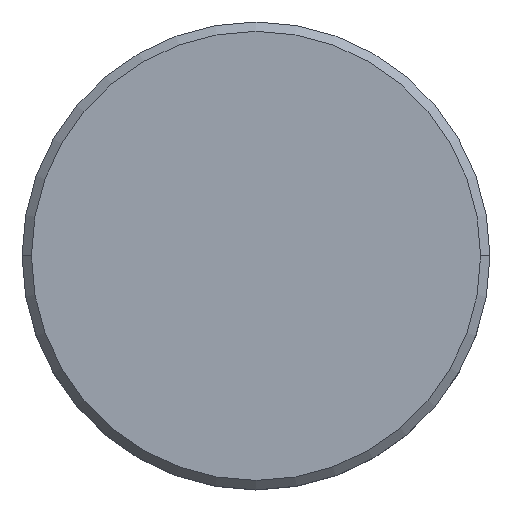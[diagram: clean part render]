
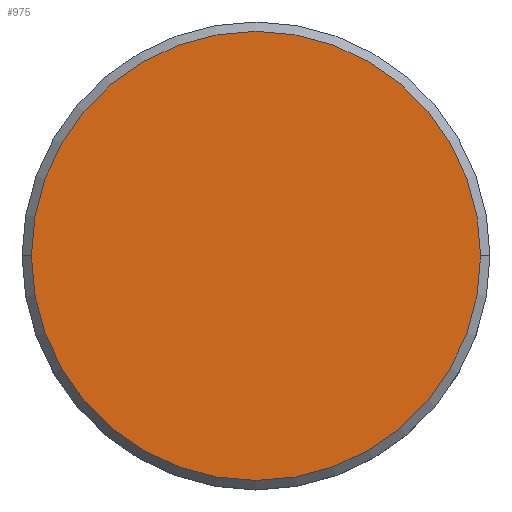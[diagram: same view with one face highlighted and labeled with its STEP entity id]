
A CAD part, top view. The second image highlights one B-rep face of the part: STEP entity #975.
In plain terms, the highlighted planar face has unit normal (0, 0, 1).
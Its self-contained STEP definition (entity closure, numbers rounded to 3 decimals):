
#147 = EDGE_LOOP ( 'NONE', ( #237, #536 ) ) ;
#150 = AXIS2_PLACEMENT_3D ( 'NONE', #354, #246, #804 ) ;
#171 = AXIS2_PLACEMENT_3D ( 'NONE', #293, #1000, #275 ) ;
#182 = VERTEX_POINT ( 'NONE', #480 ) ;
#211 = DIRECTION ( 'NONE',  ( 0., 0., 1. ) ) ;
#227 = DIRECTION ( 'NONE',  ( 1., 0., 0. ) ) ;
#237 = ORIENTED_EDGE ( 'NONE', *, *, #620, .T. ) ;
#246 = DIRECTION ( 'NONE',  ( 0., 0., 1. ) ) ;
#256 = VERTEX_POINT ( 'NONE', #1034 ) ;
#275 = DIRECTION ( 'NONE',  ( 1., 0., 0. ) ) ;
#293 = CARTESIAN_POINT ( 'NONE',  ( 0., 0., 0. ) ) ;
#299 = AXIS2_PLACEMENT_3D ( 'NONE', #676, #211, #227 ) ;
#354 = CARTESIAN_POINT ( 'NONE',  ( 0., 0., 0. ) ) ;
#480 = CARTESIAN_POINT ( 'NONE',  ( 12., 0., 0. ) ) ;
#536 = ORIENTED_EDGE ( 'NONE', *, *, #908, .T. ) ;
#537 = PLANE ( 'NONE',  #171 ) ;
#549 = FACE_OUTER_BOUND ( 'NONE', #147, .T. ) ;
#591 = CIRCLE ( 'NONE', #150, 12. ) ;
#620 = EDGE_CURVE ( 'NONE', #256, #182, #802, .T. ) ;
#676 = CARTESIAN_POINT ( 'NONE',  ( 0., 0., 0. ) ) ;
#802 = CIRCLE ( 'NONE', #299, 12. ) ;
#804 = DIRECTION ( 'NONE',  ( 1., 0., 0. ) ) ;
#908 = EDGE_CURVE ( 'NONE', #182, #256, #591, .T. ) ;
#975 = ADVANCED_FACE ( 'NONE', ( #549 ), #537, .T. ) ;
#1000 = DIRECTION ( 'NONE',  ( 0., 0., 1. ) ) ;
#1034 = CARTESIAN_POINT ( 'NONE',  ( -12., 0., 0. ) ) ;
